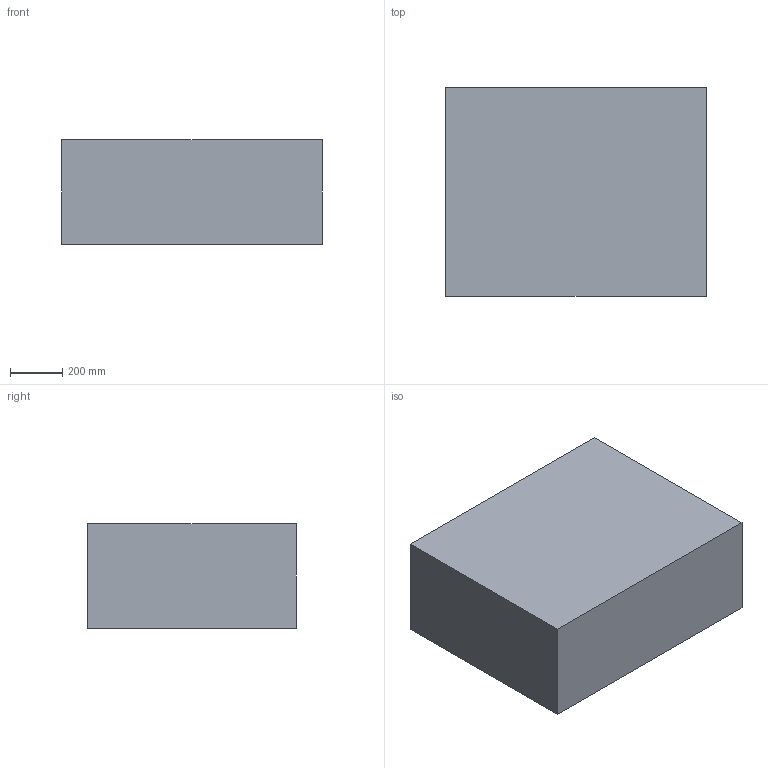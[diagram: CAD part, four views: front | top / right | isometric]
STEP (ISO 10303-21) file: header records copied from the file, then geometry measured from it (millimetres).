
FILE_DESCRIPTION( ( 'STEP Version 203' ), '1' );
FILE_NAME( ' ', '10/24/11 09:13:58', ( 'sasilves' ), ( ' ' ), 'PSStep 14.0', 'DesignModeler STEP Output', ' ' );
FILE_SCHEMA( ( 'AUTOMOTIVE_DESIGN { 1 0 10303 214 1 1 1 1 }' ) );
Length unit declared in the file: metre
Products named in the file (1): 1
Bounding box: 1000 x 800 x 400 mm (x, y, z)
Volume: 310915564.2 mm3; surface area: 3142816.4 mm2
Topology: 1 solids, 1 shells, 18 faces, 47 edges, 30 vertices
Faces by surface type: plane 12, cylinder 3, bspline 1, torus 1, cone 1
Entity records: 1396 total; most frequent: CARTESIAN_POINT 961, ORIENTED_EDGE 90, DIRECTION 79, EDGE_CURVE 45, VERTEX_POINT 30, LINE 27, VECTOR 27, AXIS2_PLACEMENT_3D 26
